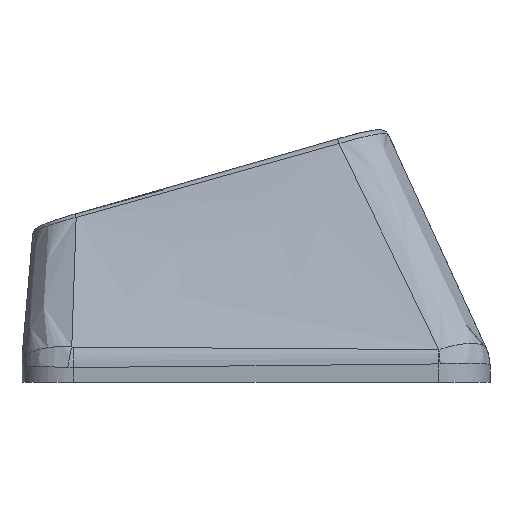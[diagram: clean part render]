
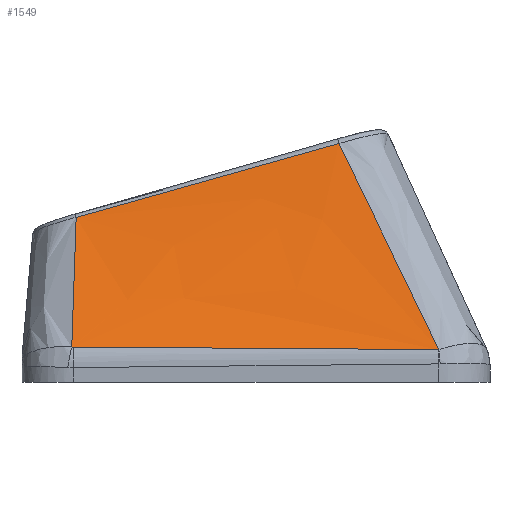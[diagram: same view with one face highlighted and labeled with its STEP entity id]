
A CAD part, left-side view. The second image highlights one B-rep face of the part: STEP entity #1549.
In plain terms, the highlighted free-form (B-spline) face has degree [3, 3] with [4, 4] control points.
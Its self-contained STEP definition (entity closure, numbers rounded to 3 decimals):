
#52=B_SPLINE_SURFACE_WITH_KNOTS('',3,3,((#3662,#3663,#3664,#3665),(#3666,
#3667,#3668,#3669),(#3670,#3671,#3672,#3673),(#3674,#3675,#3676,#3677)),
 .UNSPECIFIED.,.F.,.F.,.F.,(4,4),(4,4),(0.103,0.893),
(0.023,0.969),.UNSPECIFIED.);
#214=FACE_OUTER_BOUND('',#309,.T.);
#309=EDGE_LOOP('',(#1336,#1337,#1338,#1339,#1340,#1341));
#431=B_SPLINE_CURVE_WITH_KNOTS('',3,(#3177,#3178,#3179,#3180),
 .UNSPECIFIED.,.F.,.F.,(4,4),(0.,0.002),
 .UNSPECIFIED.);
#433=B_SPLINE_CURVE_WITH_KNOTS('',3,(#3204,#3205,#3206,#3207),
 .UNSPECIFIED.,.F.,.F.,(4,4),(0.,1.416),.UNSPECIFIED.);
#435=B_SPLINE_CURVE_WITH_KNOTS('',3,(#3231,#3232,#3233,#3234),
 .UNSPECIFIED.,.F.,.F.,(4,4),(0.,0.006),
 .UNSPECIFIED.);
#457=B_SPLINE_CURVE_WITH_KNOTS('',3,(#3653,#3654,#3655,#3656),
 .UNSPECIFIED.,.F.,.F.,(4,4),(-0.613,-0.019),
 .UNSPECIFIED.);
#459=B_SPLINE_CURVE_WITH_KNOTS('',3,(#3679,#3680,#3681,#3682),
 .UNSPECIFIED.,.F.,.F.,(4,4),(0.023,0.967),
 .UNSPECIFIED.);
#460=B_SPLINE_CURVE_WITH_KNOTS('',3,(#3683,#3684,#3685,#3686),
 .UNSPECIFIED.,.F.,.F.,(4,4),(-1.059,0.),
 .UNSPECIFIED.);
#697=VERTEX_POINT('',#3136);
#701=VERTEX_POINT('',#3170);
#703=VERTEX_POINT('',#3197);
#705=VERTEX_POINT('',#3224);
#732=VERTEX_POINT('',#3652);
#733=VERTEX_POINT('',#3678);
#903=EDGE_CURVE('',#697,#701,#431,.T.);
#906=EDGE_CURVE('',#701,#703,#433,.T.);
#909=EDGE_CURVE('',#703,#705,#435,.T.);
#950=EDGE_CURVE('',#705,#732,#457,.T.);
#952=EDGE_CURVE('',#733,#697,#459,.T.);
#953=EDGE_CURVE('',#732,#733,#460,.T.);
#1336=ORIENTED_EDGE('',*,*,#909,.F.);
#1337=ORIENTED_EDGE('',*,*,#906,.F.);
#1338=ORIENTED_EDGE('',*,*,#903,.F.);
#1339=ORIENTED_EDGE('',*,*,#952,.F.);
#1340=ORIENTED_EDGE('',*,*,#953,.F.);
#1341=ORIENTED_EDGE('',*,*,#950,.F.);
#1549=ADVANCED_FACE('',(#214),#52,.T.);
#3136=CARTESIAN_POINT('',(-16.116,-7.093,0.268));
#3170=CARTESIAN_POINT('',(-16.117,-7.077,0.268));
#3177=CARTESIAN_POINT('Ctrl Pts',(-16.116,-7.093,0.268));
#3178=CARTESIAN_POINT('Ctrl Pts',(-16.117,-7.088,0.268));
#3179=CARTESIAN_POINT('Ctrl Pts',(-16.117,-7.082,0.268));
#3180=CARTESIAN_POINT('Ctrl Pts',(-16.117,-7.077,0.268));
#3197=CARTESIAN_POINT('',(-15.996,7.092,0.365));
#3204=CARTESIAN_POINT('Ctrl Pts',(-16.117,-7.077,0.268));
#3205=CARTESIAN_POINT('Ctrl Pts',(-16.094,-2.355,0.293));
#3206=CARTESIAN_POINT('Ctrl Pts',(-16.064,2.367,0.324));
#3207=CARTESIAN_POINT('Ctrl Pts',(-15.996,7.092,0.365));
#3224=CARTESIAN_POINT('',(-15.992,7.149,0.371));
#3231=CARTESIAN_POINT('Ctrl Pts',(-15.996,7.092,0.365));
#3232=CARTESIAN_POINT('Ctrl Pts',(-15.996,7.111,0.365));
#3233=CARTESIAN_POINT('Ctrl Pts',(-15.994,7.13,0.367));
#3234=CARTESIAN_POINT('Ctrl Pts',(-15.992,7.149,0.371));
#3652=CARTESIAN_POINT('',(-12.877,6.978,5.397));
#3653=CARTESIAN_POINT('Ctrl Pts',(-15.992,7.149,0.371));
#3654=CARTESIAN_POINT('Ctrl Pts',(-14.945,7.074,2.042));
#3655=CARTESIAN_POINT('Ctrl Pts',(-13.907,7.014,3.718));
#3656=CARTESIAN_POINT('Ctrl Pts',(-12.877,6.978,5.397));
#3662=CARTESIAN_POINT('Ctrl Pts',(-12.859,-3.647,8.379));
#3663=CARTESIAN_POINT('Ctrl Pts',(-13.945,-4.796,5.675));
#3664=CARTESIAN_POINT('Ctrl Pts',(-15.031,-5.945,2.972));
#3665=CARTESIAN_POINT('Ctrl Pts',(-16.117,-7.093,0.268));
#3666=CARTESIAN_POINT('Ctrl Pts',(-12.859,-0.036,
7.375));
#3667=CARTESIAN_POINT('Ctrl Pts',(-13.945,-0.806,4.995));
#3668=CARTESIAN_POINT('Ctrl Pts',(-15.031,-1.576,2.616));
#3669=CARTESIAN_POINT('Ctrl Pts',(-16.117,-2.346,0.236));
#3670=CARTESIAN_POINT('Ctrl Pts',(-12.859,3.575,6.372));
#3671=CARTESIAN_POINT('Ctrl Pts',(-13.945,3.184,4.316));
#3672=CARTESIAN_POINT('Ctrl Pts',(-15.031,2.792,2.26));
#3673=CARTESIAN_POINT('Ctrl Pts',(-16.117,2.401,0.204));
#3674=CARTESIAN_POINT('Ctrl Pts',(-12.859,7.186,5.368));
#3675=CARTESIAN_POINT('Ctrl Pts',(-13.945,7.173,3.636));
#3676=CARTESIAN_POINT('Ctrl Pts',(-15.031,7.161,1.904));
#3677=CARTESIAN_POINT('Ctrl Pts',(-16.117,7.148,0.172));
#3678=CARTESIAN_POINT('',(-12.859,-3.219,8.26));
#3679=CARTESIAN_POINT('Ctrl Pts',(-12.859,-3.219,8.26));
#3680=CARTESIAN_POINT('Ctrl Pts',(-13.961,-4.522,5.606));
#3681=CARTESIAN_POINT('Ctrl Pts',(-15.043,-5.811,2.94));
#3682=CARTESIAN_POINT('Ctrl Pts',(-16.116,-7.093,0.268));
#3683=CARTESIAN_POINT('Ctrl Pts',(-12.877,6.978,5.397));
#3684=CARTESIAN_POINT('Ctrl Pts',(-12.872,3.577,6.343));
#3685=CARTESIAN_POINT('Ctrl Pts',(-12.865,0.179,7.3));
#3686=CARTESIAN_POINT('Ctrl Pts',(-12.859,-3.219,8.26));
